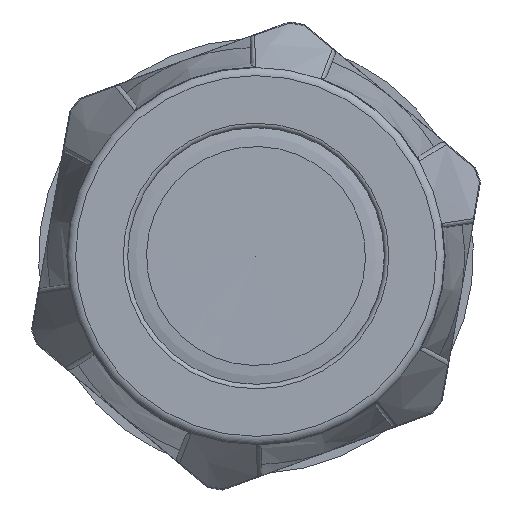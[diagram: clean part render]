
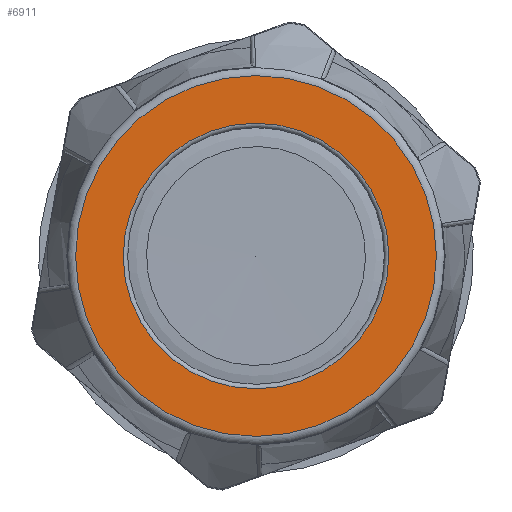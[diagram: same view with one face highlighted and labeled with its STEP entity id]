
A CAD part, left-side view. The second image highlights one B-rep face of the part: STEP entity #6911.
In plain terms, the highlighted planar face has unit normal (-1, 0, 0).
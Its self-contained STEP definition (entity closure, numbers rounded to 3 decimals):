
#306=FACE_BOUND('',#2157,.T.);
#1334=PLANE('',#7774);
#1722=FACE_OUTER_BOUND('',#2156,.T.);
#2156=EDGE_LOOP('',(#6467));
#2157=EDGE_LOOP('',(#6468));
#2616=CIRCLE('',#7773,14.665);
#2617=CIRCLE('',#7775,19.912);
#3469=VERTEX_POINT('',#17827);
#3470=VERTEX_POINT('',#17830);
#4472=EDGE_CURVE('',#3469,#3469,#2616,.T.);
#4473=EDGE_CURVE('',#3470,#3470,#2617,.T.);
#6467=ORIENTED_EDGE('',*,*,#4473,.F.);
#6468=ORIENTED_EDGE('',*,*,#4472,.T.);
#6911=ADVANCED_FACE('',(#1722,#306),#1334,.T.);
#7773=AXIS2_PLACEMENT_3D('',#17828,#9707,#9708);
#7774=AXIS2_PLACEMENT_3D('',#17829,#9709,#9710);
#7775=AXIS2_PLACEMENT_3D('',#17831,#9711,#9712);
#9707=DIRECTION('center_axis',(1.,0.,0.));
#9708=DIRECTION('ref_axis',(0.,0.,-1.));
#9709=DIRECTION('center_axis',(-1.,0.,0.));
#9710=DIRECTION('ref_axis',(0.,0.,1.));
#9711=DIRECTION('center_axis',(1.,0.,0.));
#9712=DIRECTION('ref_axis',(0.,0.,-1.));
#17827=CARTESIAN_POINT('',(-34.41,14.665,0.));
#17828=CARTESIAN_POINT('Origin',(-34.41,0.,0.));
#17829=CARTESIAN_POINT('Origin',(-34.41,19.912,0.));
#17830=CARTESIAN_POINT('',(-34.41,19.912,0.));
#17831=CARTESIAN_POINT('Origin',(-34.41,0.,0.));
